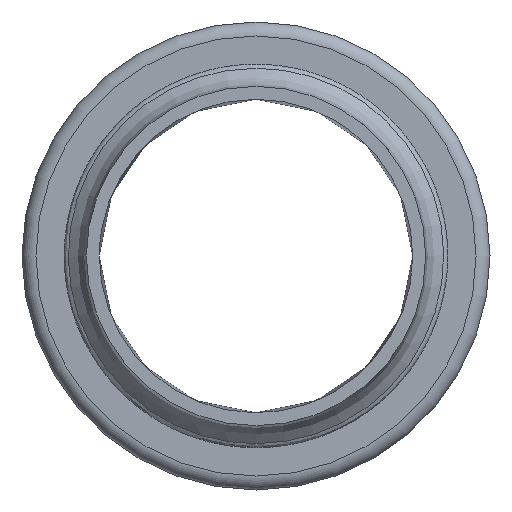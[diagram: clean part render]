
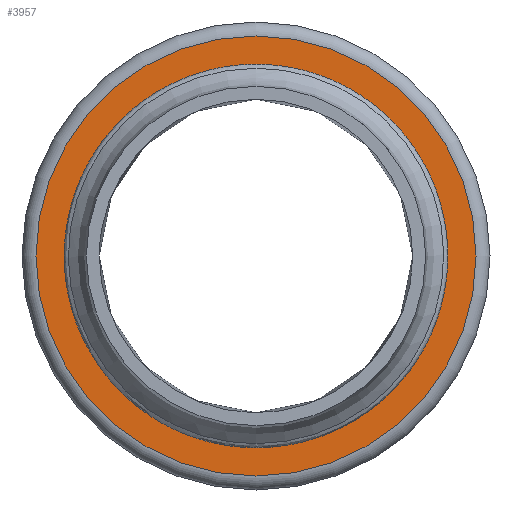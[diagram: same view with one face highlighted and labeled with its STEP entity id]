
A CAD part, left-side view. The second image highlights one B-rep face of the part: STEP entity #3957.
In plain terms, the highlighted planar face has unit normal (-1, 0, 0).
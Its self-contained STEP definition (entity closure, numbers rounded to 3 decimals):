
#3916=CARTESIAN_POINT('',(-52.,-0.,42.512));
#3917=VERTEX_POINT('',#3916);
#3925=CARTESIAN_POINT('',(-52.,0.,0.));
#3926=DIRECTION('',(-1.,0.,0.));
#3927=DIRECTION('',(0.,0.,1.));
#3928=AXIS2_PLACEMENT_3D('',#3925,#3926,#3927);
#3929=CIRCLE('',#3928,42.512);
#3930=EDGE_CURVE('',#3917,#3917,#3929,.T.);
#3938=CARTESIAN_POINT('',(-52.,-0.,-49.353));
#3939=DIRECTION('',(1.,0.,0.));
#3940=DIRECTION('',(0.,0.,-1.));
#3941=AXIS2_PLACEMENT_3D('',#3938,#3939,#3940);
#3942=PLANE('',#3941);
#3943=ORIENTED_EDGE('',*,*,#3930,.F.);
#3944=EDGE_LOOP('',(#3943));
#3945=FACE_BOUND('',#3944,.T.);
#3946=CARTESIAN_POINT('',(-52.,-0.,49.353));
#3947=VERTEX_POINT('',#3946);
#3948=CARTESIAN_POINT('',(-52.,0.,0.));
#3949=DIRECTION('',(-1.,0.,0.));
#3950=DIRECTION('',(0.,0.,1.));
#3951=AXIS2_PLACEMENT_3D('',#3948,#3949,#3950);
#3952=CIRCLE('',#3951,49.353);
#3953=EDGE_CURVE('',#3947,#3947,#3952,.T.);
#3954=ORIENTED_EDGE('',*,*,#3953,.T.);
#3955=EDGE_LOOP('',(#3954));
#3956=FACE_BOUND('',#3955,.T.);
#3957=ADVANCED_FACE('',(#3945,#3956),#3942,.F.);
